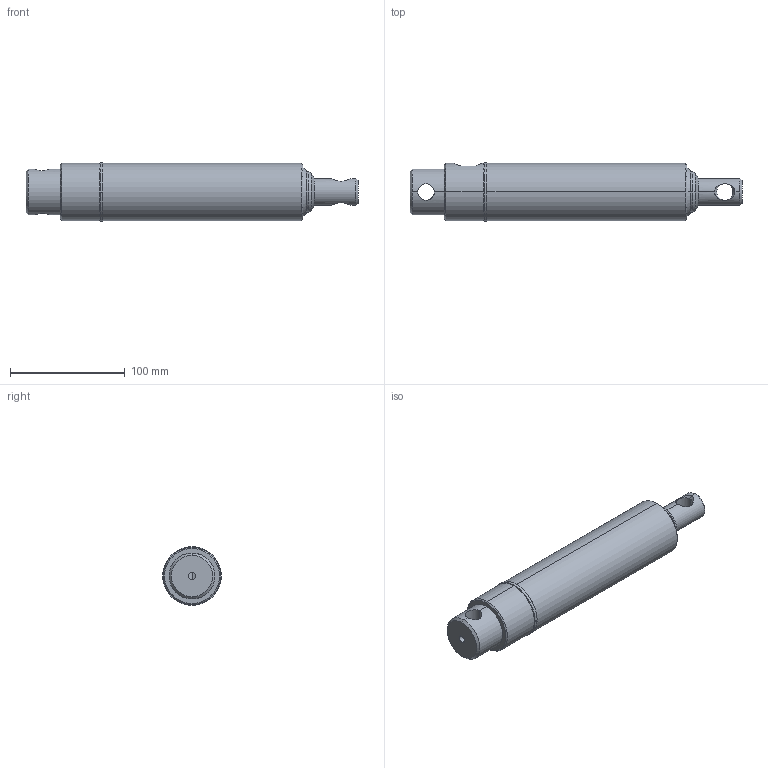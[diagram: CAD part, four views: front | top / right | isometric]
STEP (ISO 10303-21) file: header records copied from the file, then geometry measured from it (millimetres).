
FILE_DESCRIPTION (( 'STEP AP203' ), '1' );
FILE_NAME ('635F.110.STEP', '2014-09-30T11:57:08', ( '' ), ( '' ), 'SwSTEP 2.0', 'SolidWorks 2013', '' );
FILE_SCHEMA (( 'CONFIG_CONTROL_DESIGN' ));
Length unit declared in the file: millimetre
Products named in the file (1): 635F.110
Bounding box: 289 x 51 x 51 mm (x, y, z)
Surface area: 67861.8 mm2 (no closed solid volume)
Topology: 0 solids, 5 shells, 60 faces, 142 edges, 86 vertices
Faces by surface type: cylinder 27, cone 24, plane 9
Entity records: 2327 total; most frequent: CARTESIAN_POINT 842, DIRECTION 320, ORIENTED_EDGE 264, EDGE_CURVE 142, AXIS2_PLACEMENT_3D 132, VERTEX_POINT 86, CIRCLE 71, EDGE_LOOP 69
